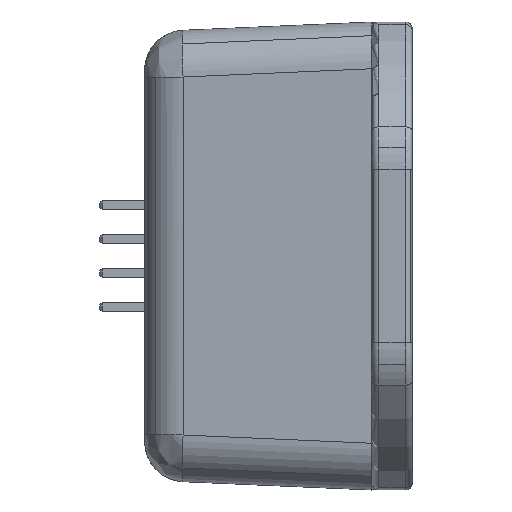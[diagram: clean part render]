
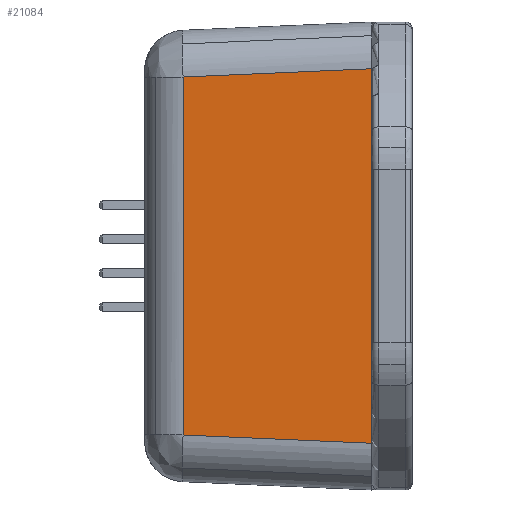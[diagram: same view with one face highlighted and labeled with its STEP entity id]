
A CAD part, left-side view. The second image highlights one B-rep face of the part: STEP entity #21084.
In plain terms, the highlighted face is planar.
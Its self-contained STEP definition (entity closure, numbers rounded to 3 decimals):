
#66 = CARTESIAN_POINT ( 'NONE',  ( -0.577, -16.539, 0. ) ) ;
#1684 = LINE ( 'NONE', #12705, #22750 ) ;
#2525 = AXIS2_PLACEMENT_3D ( 'NONE', #3063, #24693, #8987 ) ;
#3063 = CARTESIAN_POINT ( 'NONE',  ( -0.577, -20.036, 0. ) ) ;
#4390 = ORIENTED_EDGE ( 'NONE', *, *, #7367, .F. ) ;
#5534 = VERTEX_POINT ( 'NONE', #9125 ) ;
#5577 = VERTEX_POINT ( 'NONE', #24699 ) ;
#5588 = CARTESIAN_POINT ( 'NONE',  ( -0.577, 14.964, 0. ) ) ;
#5590 = EDGE_CURVE ( 'NONE', #17106, #5534, #9832, .T. ) ;
#6284 = CARTESIAN_POINT ( 'NONE',  ( -1.194, -11.286, -14.131 ) ) ;
#6547 = ORIENTED_EDGE ( 'NONE', *, *, #10104, .T. ) ;
#7101 = FACE_OUTER_BOUND ( 'NONE', #14878, .T. ) ;
#7221 = PLANE ( 'NONE',  #2525 ) ;
#7367 = EDGE_CURVE ( 'NONE', #5534, #17974, #23751, .T. ) ;
#8315 = CARTESIAN_POINT ( 'NONE',  ( -0.604, -16.513, -0.609 ) ) ;
#8987 = DIRECTION ( 'NONE',  ( 0., -1., 0. ) ) ;
#9125 = CARTESIAN_POINT ( 'NONE',  ( -1.194, -15.922, -14.131 ) ) ;
#9237 = VECTOR ( 'NONE', #13813, 1000. ) ;
#9832 = LINE ( 'NONE', #6284, #19944 ) ;
#10104 = EDGE_CURVE ( 'NONE', #5577, #17974, #22940, .T. ) ;
#10460 = VECTOR ( 'NONE', #13763, 1000. ) ;
#11144 = ORIENTED_EDGE ( 'NONE', *, *, #20734, .F. ) ;
#11890 = CARTESIAN_POINT ( 'NONE',  ( -1.194, 10.85, -14.131 ) ) ;
#12705 = CARTESIAN_POINT ( 'NONE',  ( -0.604, 11.441, -0.609 ) ) ;
#13763 = DIRECTION ( 'NONE',  ( 0.044, -0.044, 0.998 ) ) ;
#13813 = DIRECTION ( 'NONE',  ( 0., -1., 0. ) ) ;
#14878 = EDGE_LOOP ( 'NONE', ( #18072, #11144, #6547, #4390 ) ) ;
#17106 = VERTEX_POINT ( 'NONE', #11890 ) ;
#17974 = VERTEX_POINT ( 'NONE', #66 ) ;
#18072 = ORIENTED_EDGE ( 'NONE', *, *, #5590, .F. ) ;
#19024 = DIRECTION ( 'NONE',  ( -0.044, -0.044, -0.998 ) ) ;
#19944 = VECTOR ( 'NONE', #22791, 1000. ) ;
#20734 = EDGE_CURVE ( 'NONE', #5577, #17106, #1684, .T. ) ;
#21084 = ADVANCED_FACE ( 'NONE', ( #7101 ), #7221, .T. ) ;
#22750 = VECTOR ( 'NONE', #19024, 1000. ) ;
#22791 = DIRECTION ( 'NONE',  ( 0., -1., 0. ) ) ;
#22940 = LINE ( 'NONE', #5588, #9237 ) ;
#23751 = LINE ( 'NONE', #8315, #10460 ) ;
#24693 = DIRECTION ( 'NONE',  ( 0.999, 0., -0.044 ) ) ;
#24699 = CARTESIAN_POINT ( 'NONE',  ( -0.577, 11.467, 0. ) ) ;
